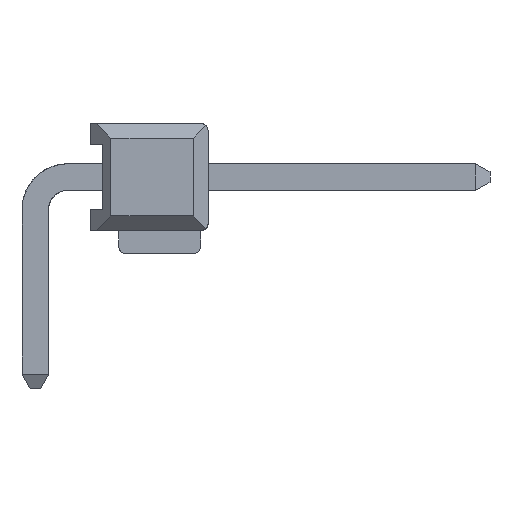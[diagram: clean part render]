
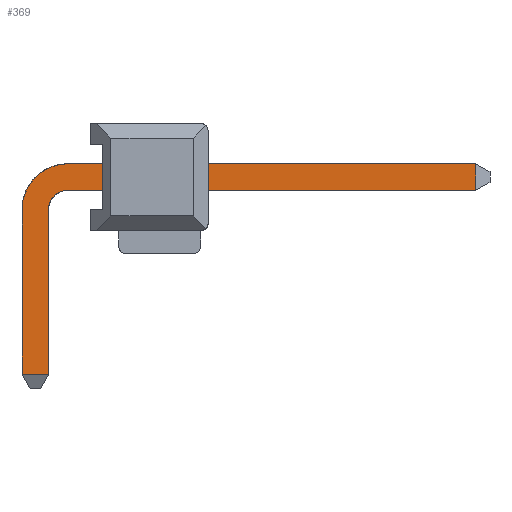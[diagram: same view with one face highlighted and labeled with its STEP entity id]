
A CAD part, left-side view. The second image highlights one B-rep face of the part: STEP entity #369.
In plain terms, the highlighted planar face has unit normal (-1, -0.003, 0).
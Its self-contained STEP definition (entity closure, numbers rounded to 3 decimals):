
#369=ADVANCED_FACE('',(#504),#4862,.T.);
#504=FACE_OUTER_BOUND('',#643,.T.);
#643=EDGE_LOOP('',(#1175,#1176,#1177,#1178));
#1175=ORIENTED_EDGE('',*,*,#3460,.T.);
#1176=ORIENTED_EDGE('',*,*,#3461,.T.);
#1177=ORIENTED_EDGE('',*,*,#3462,.T.);
#1178=ORIENTED_EDGE('',*,*,#3463,.T.);
#1433=(
BOUNDED_CURVE()
B_SPLINE_CURVE(2,(#7917,#7918,#7919),.UNSPECIFIED.,.F.,.F.)
B_SPLINE_CURVE_WITH_KNOTS((3,3),(-31.5,-30.87),
 .UNSPECIFIED.)
CURVE()
GEOMETRIC_REPRESENTATION_ITEM()
RATIONAL_B_SPLINE_CURVE((1.,1.,1.))
REPRESENTATION_ITEM('')
);
#1434=(
BOUNDED_CURVE()
B_SPLINE_CURVE(2,(#7920,#7921,#7922),.UNSPECIFIED.,.F.,.F.)
B_SPLINE_CURVE_WITH_KNOTS((3,3),(-31.5,-30.87),
 .UNSPECIFIED.)
CURVE()
GEOMETRIC_REPRESENTATION_ITEM()
RATIONAL_B_SPLINE_CURVE((1.,1.,1.))
REPRESENTATION_ITEM('')
);
#1435=(
BOUNDED_CURVE()
B_SPLINE_CURVE(2,(#7923,#7924,#7925,#7926,#7927,#7928,#7929),
 .UNSPECIFIED.,.F.,.F.)
B_SPLINE_CURVE_WITH_KNOTS((3,2,2,3),(-30.87,-23.432,
-21.728,-18.725),.UNSPECIFIED.)
CURVE()
GEOMETRIC_REPRESENTATION_ITEM()
RATIONAL_B_SPLINE_CURVE((1.,1.,1.,0.707,1.,1.,1.))
REPRESENTATION_ITEM('')
);
#1436=(
BOUNDED_CURVE()
B_SPLINE_CURVE(2,(#7930,#7931,#7932,#7933,#7934,#7935,#7936),
 .UNSPECIFIED.,.F.,.F.)
B_SPLINE_CURVE_WITH_KNOTS((3,2,2,3),(-30.87,-23.432,
-21.728,-18.725),.UNSPECIFIED.)
CURVE()
GEOMETRIC_REPRESENTATION_ITEM()
RATIONAL_B_SPLINE_CURVE((1.,1.,1.,0.707,1.,1.,1.))
REPRESENTATION_ITEM('')
);
#1437=(
BOUNDED_CURVE()
B_SPLINE_CURVE(2,(#7937,#7938,#7939),.UNSPECIFIED.,.F.,.F.)
B_SPLINE_CURVE_WITH_KNOTS((3,3),(-18.725,-18.095),
 .UNSPECIFIED.)
CURVE()
GEOMETRIC_REPRESENTATION_ITEM()
RATIONAL_B_SPLINE_CURVE((1.,1.,1.))
REPRESENTATION_ITEM('')
);
#1438=(
BOUNDED_CURVE()
B_SPLINE_CURVE(2,(#7940,#7941,#7942),.UNSPECIFIED.,.F.,.F.)
B_SPLINE_CURVE_WITH_KNOTS((3,3),(-18.725,-18.095),
 .UNSPECIFIED.)
CURVE()
GEOMETRIC_REPRESENTATION_ITEM()
RATIONAL_B_SPLINE_CURVE((1.,1.,1.))
REPRESENTATION_ITEM('')
);
#1439=(
BOUNDED_CURVE()
B_SPLINE_CURVE(2,(#7943,#7944,#7945,#7946,#7947,#7948,#7949),
 .UNSPECIFIED.,.F.,.F.)
B_SPLINE_CURVE_WITH_KNOTS((3,2,2,3),(-18.095,-15.093,
-14.378,-6.94),.UNSPECIFIED.)
CURVE()
GEOMETRIC_REPRESENTATION_ITEM()
RATIONAL_B_SPLINE_CURVE((1.,1.,1.,0.707,1.,1.,1.))
REPRESENTATION_ITEM('')
);
#1440=(
BOUNDED_CURVE()
B_SPLINE_CURVE(2,(#7950,#7951,#7952,#7953,#7954,#7955,#7956),
 .UNSPECIFIED.,.F.,.F.)
B_SPLINE_CURVE_WITH_KNOTS((3,2,2,3),(-18.095,-15.093,
-14.378,-6.94),.UNSPECIFIED.)
CURVE()
GEOMETRIC_REPRESENTATION_ITEM()
RATIONAL_B_SPLINE_CURVE((1.,1.,1.,0.707,1.,1.,1.))
REPRESENTATION_ITEM('')
);
#1963=PCURVE('',#4862,#2641);
#1964=PCURVE('',#4862,#2642);
#1965=PCURVE('',#4862,#2643);
#1966=PCURVE('',#4862,#2644);
#2641=DEFINITIONAL_REPRESENTATION('',(#1434),#8827);
#2642=DEFINITIONAL_REPRESENTATION('',(#1436),#8827);
#2643=DEFINITIONAL_REPRESENTATION('',(#1438),#8827);
#2644=DEFINITIONAL_REPRESENTATION('',(#1440),#8827);
#3093=SURFACE_CURVE('',#1433,(#1963),.PCURVE_S1.);
#3094=SURFACE_CURVE('',#1435,(#1964),.PCURVE_S1.);
#3095=SURFACE_CURVE('',#1437,(#1965),.PCURVE_S1.);
#3096=SURFACE_CURVE('',#1439,(#1966),.PCURVE_S1.);
#3460=EDGE_CURVE('',#4687,#4690,#3093,.T.);
#3461=EDGE_CURVE('',#4690,#4689,#3094,.T.);
#3462=EDGE_CURVE('',#4689,#4688,#3095,.T.);
#3463=EDGE_CURVE('',#4688,#4687,#3096,.T.);
#4687=VERTEX_POINT('',#7913);
#4688=VERTEX_POINT('',#7914);
#4689=VERTEX_POINT('',#7915);
#4690=VERTEX_POINT('',#7916);
#4862=PLANE('',#4999);
#4999=AXIS2_PLACEMENT_3D('',#7912,#5121,$);
#5121=DIRECTION('',(-1.,-0.003,0.));
#7912=CARTESIAN_POINT('',(-0.316,0.422,-2.91));
#7913=CARTESIAN_POINT('',(-0.288,-10.456,1.505));
#7914=CARTESIAN_POINT('',(-0.315,-0.316,-2.86));
#7915=CARTESIAN_POINT('',(-0.316,0.314,-2.86));
#7916=CARTESIAN_POINT('',(-0.288,-10.456,2.135));
#7917=CARTESIAN_POINT('',(-0.288,-10.456,1.505));
#7918=CARTESIAN_POINT('',(-0.288,-10.456,1.82));
#7919=CARTESIAN_POINT('',(-0.288,-10.456,2.135));
#7920=CARTESIAN_POINT('',(0.,0.));
#7921=CARTESIAN_POINT('',(0.,0.315));
#7922=CARTESIAN_POINT('',(0.,0.63));
#7923=CARTESIAN_POINT('',(-0.288,-10.456,2.135));
#7924=CARTESIAN_POINT('',(-0.3,-5.614,2.135));
#7925=CARTESIAN_POINT('',(-0.313,-0.771,2.135));
#7926=CARTESIAN_POINT('',(-0.316,0.314,2.135));
#7927=CARTESIAN_POINT('',(-0.316,0.314,1.05));
#7928=CARTESIAN_POINT('',(-0.316,0.314,-0.905));
#7929=CARTESIAN_POINT('',(-0.316,0.314,-2.86));
#7930=CARTESIAN_POINT('',(0.,0.63));
#7931=CARTESIAN_POINT('',(-4.843,0.63));
#7932=CARTESIAN_POINT('',(-9.686,0.63));
#7933=CARTESIAN_POINT('',(-10.771,0.63));
#7934=CARTESIAN_POINT('',(-10.771,-0.455));
#7935=CARTESIAN_POINT('',(-10.771,-2.41));
#7936=CARTESIAN_POINT('',(-10.771,-4.365));
#7937=CARTESIAN_POINT('',(-0.316,0.314,-2.86));
#7938=CARTESIAN_POINT('',(-0.315,-0.001,-2.86));
#7939=CARTESIAN_POINT('',(-0.315,-0.316,-2.86));
#7940=CARTESIAN_POINT('',(-10.771,-4.365));
#7941=CARTESIAN_POINT('',(-10.456,-4.365));
#7942=CARTESIAN_POINT('',(-10.141,-4.365));
#7943=CARTESIAN_POINT('',(-0.315,-0.316,-2.86));
#7944=CARTESIAN_POINT('',(-0.314,-0.316,-0.905));
#7945=CARTESIAN_POINT('',(-0.314,-0.316,1.05));
#7946=CARTESIAN_POINT('',(-0.314,-0.316,1.505));
#7947=CARTESIAN_POINT('',(-0.313,-0.771,1.505));
#7948=CARTESIAN_POINT('',(-0.3,-5.614,1.505));
#7949=CARTESIAN_POINT('',(-0.288,-10.456,1.505));
#7950=CARTESIAN_POINT('',(-10.141,-4.365));
#7951=CARTESIAN_POINT('',(-10.141,-2.41));
#7952=CARTESIAN_POINT('',(-10.141,-0.455));
#7953=CARTESIAN_POINT('',(-10.141,0.));
#7954=CARTESIAN_POINT('',(-9.686,0.));
#7955=CARTESIAN_POINT('',(-4.843,0.));
#7956=CARTESIAN_POINT('',(0.,0.));
#8827=(
GEOMETRIC_REPRESENTATION_CONTEXT(2)
PARAMETRIC_REPRESENTATION_CONTEXT()
REPRESENTATION_CONTEXT('pspace','')
);
